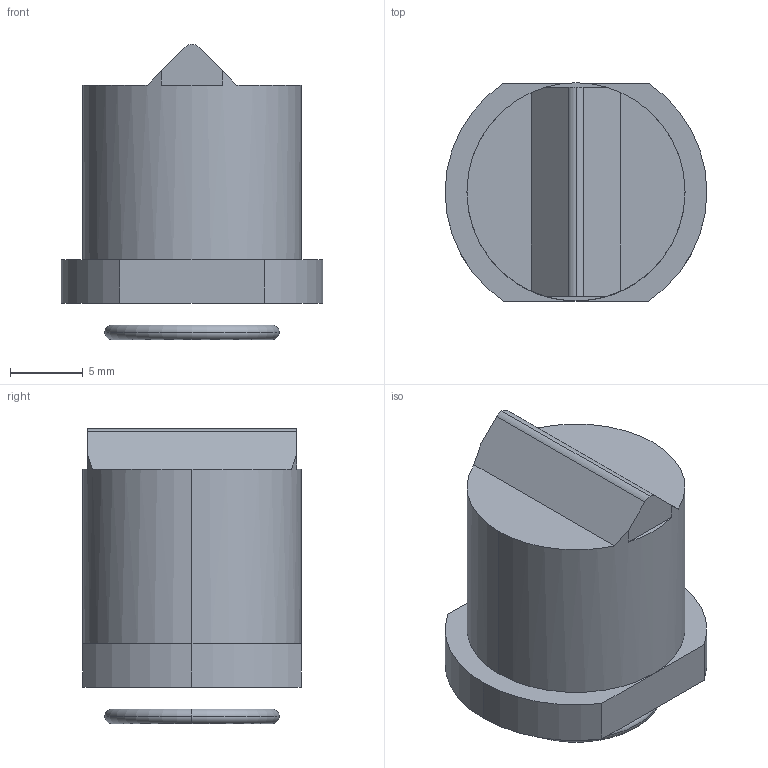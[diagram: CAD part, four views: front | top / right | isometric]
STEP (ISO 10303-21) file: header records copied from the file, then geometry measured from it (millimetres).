
FILE_DESCRIPTION (( 'STEP AP214' ), '1' );
FILE_NAME ('BruyRubio_BR5134-15.STEP', '2019-12-19T15:14:58', ( '' ), ( '' ), 'SwSTEP 2.0', 'SolidWorks 2017', '' );
FILE_SCHEMA (( 'AUTOMOTIVE_DESIGN' ));
Length unit declared in the file: millimetre
Products named in the file (1): BruyRubio_BR5134-15
Bounding box: 18 x 15 x 20.3 mm (x, y, z)
Volume: 1383 mm3; surface area: 1994.3 mm2
Topology: 3 solids, 3 shells, 31 faces, 74 edges, 46 vertices
Faces by surface type: plane 14, cylinder 9, torus 8
Entity records: 1309 total; most frequent: DIRECTION 174, CARTESIAN_POINT 164, ORIENTED_EDGE 148, EDGE_CURVE 74, AXIS2_PLACEMENT_3D 72, VERTEX_POINT 46, CIRCLE 40, UNCERTAINTY_MEASURE_WITH_UNIT 36
